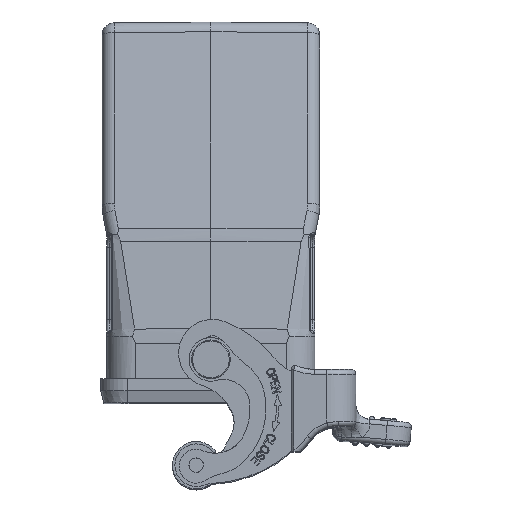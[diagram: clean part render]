
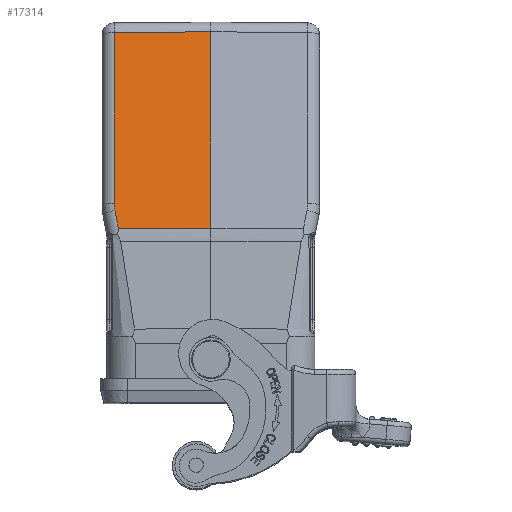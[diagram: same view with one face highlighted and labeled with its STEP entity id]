
A CAD part, top view. The second image highlights one B-rep face of the part: STEP entity #17314.
In plain terms, the highlighted planar face has unit normal (-0.009, 0.19, 0.982).
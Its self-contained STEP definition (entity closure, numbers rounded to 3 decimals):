
#407=ELLIPSE('',#56564,7.639,7.5);
#1865=FACE_OUTER_BOUND('',#19908,.T.);
#17314=ADVANCED_FACE('',(#1865),#18588,.T.);
#18588=PLANE('',#56565);
#19908=EDGE_LOOP('',(#32774,#32775,#32776,#32777,#32778,#32779));
#23832=LINE('',#82957,#27722);
#23833=LINE('',#82960,#27723);
#23834=LINE('',#82962,#27724);
#23835=LINE('',#82966,#27725);
#23836=LINE('',#82968,#27726);
#27722=VECTOR('',#63776,1.);
#27723=VECTOR('',#63777,1.);
#27724=VECTOR('',#63778,1.);
#27725=VECTOR('',#63781,1.);
#27726=VECTOR('',#63782,1.);
#32774=ORIENTED_EDGE('',*,*,#48134,.F.);
#32775=ORIENTED_EDGE('',*,*,#48135,.F.);
#32776=ORIENTED_EDGE('',*,*,#48136,.T.);
#32777=ORIENTED_EDGE('',*,*,#48137,.F.);
#32778=ORIENTED_EDGE('',*,*,#48138,.F.);
#32779=ORIENTED_EDGE('',*,*,#48139,.F.);
#40454=VERTEX_POINT('',#82958);
#40455=VERTEX_POINT('',#82959);
#40456=VERTEX_POINT('',#82961);
#40457=VERTEX_POINT('',#82963);
#40458=VERTEX_POINT('',#82965);
#40459=VERTEX_POINT('',#82967);
#48134=EDGE_CURVE('',#40454,#40455,#23832,.T.);
#48135=EDGE_CURVE('',#40456,#40454,#23833,.T.);
#48136=EDGE_CURVE('',#40456,#40457,#23834,.T.);
#48137=EDGE_CURVE('',#40458,#40457,#407,.T.);
#48138=EDGE_CURVE('',#40459,#40458,#23835,.T.);
#48139=EDGE_CURVE('',#40455,#40459,#23836,.T.);
#56564=AXIS2_PLACEMENT_3D('',#82964,#63779,#63780);
#56565=AXIS2_PLACEMENT_3D('',#82969,#63783,#63784);
#63776=DIRECTION('',(0.,-0.982,0.19));
#63777=DIRECTION('',(1.,0.009,0.007));
#63778=DIRECTION('',(0.,-0.982,0.19));
#63779=DIRECTION('',(0.009,-0.19,-0.982));
#63780=DIRECTION('',(0.045,-0.981,0.19));
#63781=DIRECTION('',(-0.193,0.963,-0.188));
#63782=DIRECTION('',(-1.,0.,-0.009));
#63783=DIRECTION('',(-0.009,0.19,0.982));
#63784=DIRECTION('',(0.,-0.982,0.19));
#82957=CARTESIAN_POINT('',(0.,19.39,49.891));
#82958=CARTESIAN_POINT('',(0.,19.39,49.891));
#82959=CARTESIAN_POINT('',(0.,-21.241,57.74));
#82960=CARTESIAN_POINT('',(-10.352,19.299,49.817));
#82961=CARTESIAN_POINT('',(-20.022,19.215,49.747));
#82962=CARTESIAN_POINT('',(-20.022,10.99,51.336));
#82963=CARTESIAN_POINT('',(-20.022,-16.12,56.573));
#82964=CARTESIAN_POINT('',(-12.522,-16.12,56.64));
#82965=CARTESIAN_POINT('',(-19.876,-17.591,56.859));
#82966=CARTESIAN_POINT('',(-22.712,-3.412,54.094));
#82967=CARTESIAN_POINT('',(-19.146,-21.241,57.57));
#82968=CARTESIAN_POINT('',(-10.046,-21.241,57.651));
#82969=CARTESIAN_POINT('',(-10.011,-0.942,53.73));
